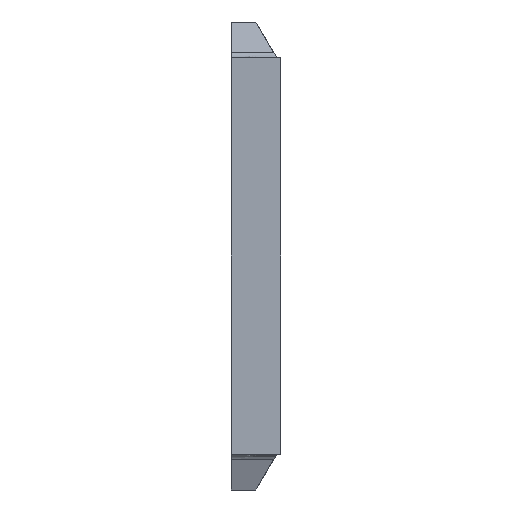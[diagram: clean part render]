
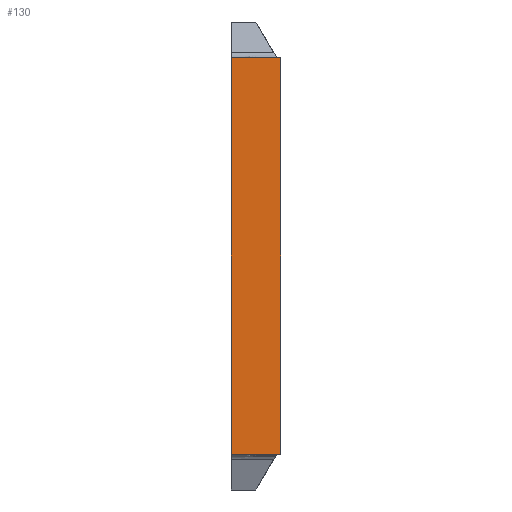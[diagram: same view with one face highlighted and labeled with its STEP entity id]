
A CAD part, left-side view. The second image highlights one B-rep face of the part: STEP entity #130.
In plain terms, the highlighted planar face has unit normal (-1, 0, 0).
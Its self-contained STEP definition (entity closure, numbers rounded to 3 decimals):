
#130=ADVANCED_FACE('',(#338),#3502,.T.);
#338=FACE_OUTER_BOUND('',#558,.T.);
#558=EDGE_LOOP('',(#1204,#1205,#1206,#1207));
#1204=ORIENTED_EDGE('',*,*,#1874,.F.);
#1205=ORIENTED_EDGE('',*,*,#2437,.F.);
#1206=ORIENTED_EDGE('',*,*,#1873,.T.);
#1207=ORIENTED_EDGE('',*,*,#2102,.F.);
#1873=EDGE_CURVE('',#3026,#3043,#2655,.T.);
#1874=EDGE_CURVE('',#3027,#3044,#2656,.T.);
#2102=EDGE_CURVE('',#3044,#3043,#2805,.T.);
#2437=EDGE_CURVE('',#3026,#3027,#3021,.T.);
#2655=B_SPLINE_CURVE_WITH_KNOTS('',1,(#5146,#5147),.UNSPECIFIED.,.F.,.F.,
(2,2),(0.,16.),.UNSPECIFIED.);
#2656=B_SPLINE_CURVE_WITH_KNOTS('',1,(#5148,#5149),.UNSPECIFIED.,.F.,.F.,
(2,2),(0.,16.),.UNSPECIFIED.);
#2805=B_SPLINE_CURVE_WITH_KNOTS('',1,(#5800,#5801,#5802,#5803),
 .UNSPECIFIED.,.F.,.F.,(2,1,1,2),(221.,222.,347.,348.),.UNSPECIFIED.);
#3021=B_SPLINE_CURVE_WITH_KNOTS('',1,(#6737,#6738,#6739,#6740,#6741,#6742),
 .UNSPECIFIED.,.F.,.F.,(2,1,1,1,1,2),(-696.,-695.,-693.,-572.,-570.,-569.),
 .UNSPECIFIED.);
#3026=VERTEX_POINT('',#4732);
#3027=VERTEX_POINT('',#4733);
#3043=VERTEX_POINT('',#4749);
#3044=VERTEX_POINT('',#4750);
#3502=PLANE('',#3625);
#3625=AXIS2_PLACEMENT_3D('',#3837,#3731,$);
#3731=DIRECTION('',(-1.,0.,0.));
#3837=CARTESIAN_POINT('',(-123.5,-92.,71.5));
#4732=CARTESIAN_POINT('',(-123.5,-92.,-55.5));
#4733=CARTESIAN_POINT('',(-123.5,-92.,71.5));
#4749=CARTESIAN_POINT('',(-123.5,-108.,-55.5));
#4750=CARTESIAN_POINT('',(-123.5,-108.,71.5));
#5146=CARTESIAN_POINT('',(-123.5,-92.,-55.5));
#5147=CARTESIAN_POINT('',(-123.5,-108.,-55.5));
#5148=CARTESIAN_POINT('',(-123.5,-92.,71.5));
#5149=CARTESIAN_POINT('',(-123.5,-108.,71.5));
#5800=CARTESIAN_POINT('',(-123.5,-108.,71.5));
#5801=CARTESIAN_POINT('',(-123.5,-108.,70.5));
#5802=CARTESIAN_POINT('',(-123.5,-108.,-54.5));
#5803=CARTESIAN_POINT('',(-123.5,-108.,-55.5));
#6737=CARTESIAN_POINT('',(-123.5,-92.,-55.5));
#6738=CARTESIAN_POINT('',(-123.5,-92.,-54.5));
#6739=CARTESIAN_POINT('',(-123.5,-92.,-52.5));
#6740=CARTESIAN_POINT('',(-123.5,-92.,68.5));
#6741=CARTESIAN_POINT('',(-123.5,-92.,70.5));
#6742=CARTESIAN_POINT('',(-123.5,-92.,71.5));
